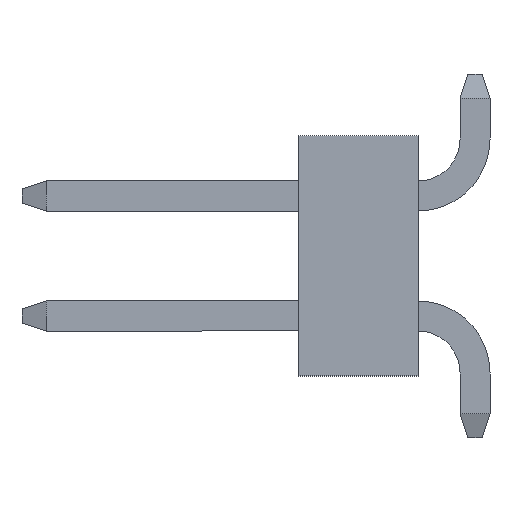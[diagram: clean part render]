
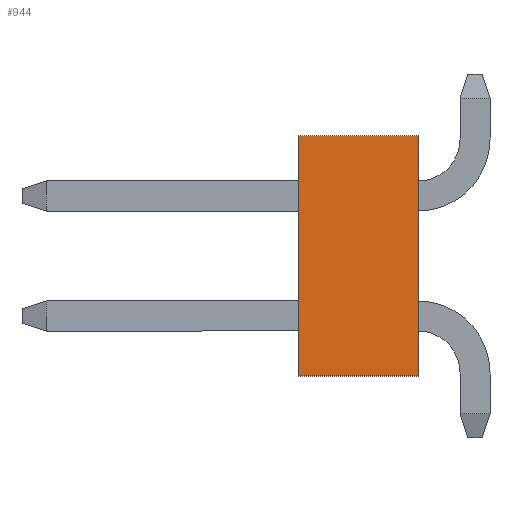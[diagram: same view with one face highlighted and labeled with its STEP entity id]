
A CAD part, left-side view. The second image highlights one B-rep face of the part: STEP entity #944.
In plain terms, the highlighted planar face has unit normal (-1, 0, 0).
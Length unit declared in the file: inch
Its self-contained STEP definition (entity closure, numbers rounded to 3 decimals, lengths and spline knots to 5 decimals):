
#96 = CARTESIAN_POINT ( 'NONE',  ( -0.15, 0.16, 0.1 ) ) ;
#104 = CARTESIAN_POINT ( 'NONE',  ( -0.15, 0.06, -0.1 ) ) ;
#153 = VECTOR ( 'NONE', #1283, 39.37008 ) ;
#180 = ORIENTED_EDGE ( 'NONE', *, *, #1448, .F. ) ;
#379 = FACE_OUTER_BOUND ( 'NONE', #7829, .T. ) ;
#514 = VERTEX_POINT ( 'NONE', #96 ) ;
#744 = CARTESIAN_POINT ( 'NONE',  ( -0.15, 0.06, 0.1 ) ) ;
#810 = VERTEX_POINT ( 'NONE', #104 ) ;
#944 = ADVANCED_FACE ( 'NONE', ( #379 ), #8641, .F. ) ;
#976 = DIRECTION ( 'NONE',  ( 0., 0., 1. ) ) ;
#1222 = AXIS2_PLACEMENT_3D ( 'NONE', #5843, #5197, #6541 ) ;
#1283 = DIRECTION ( 'NONE',  ( 0., -1., 0. ) ) ;
#1448 = EDGE_CURVE ( 'NONE', #3370, #514, #7426, .T. ) ;
#1713 = EDGE_CURVE ( 'NONE', #514, #3664, #2732, .T. ) ;
#1983 = CARTESIAN_POINT ( 'NONE',  ( -0.15, 0.06, 0.1 ) ) ;
#2178 = EDGE_CURVE ( 'NONE', #810, #3664, #8493, .T. ) ;
#2472 = VECTOR ( 'NONE', #6857, 39.37008 ) ;
#2621 = CARTESIAN_POINT ( 'NONE',  ( -0.15, 0.16, -0.1 ) ) ;
#2691 = ORIENTED_EDGE ( 'NONE', *, *, #1713, .F. ) ;
#2732 = LINE ( 'NONE', #8258, #153 ) ;
#2746 = VECTOR ( 'NONE', #6771, 39.37008 ) ;
#3253 = CARTESIAN_POINT ( 'NONE',  ( -0.15, 0.16, -0.1 ) ) ;
#3370 = VERTEX_POINT ( 'NONE', #2621 ) ;
#3664 = VERTEX_POINT ( 'NONE', #744 ) ;
#4905 = EDGE_CURVE ( 'NONE', #3370, #810, #7551, .T. ) ;
#4962 = ORIENTED_EDGE ( 'NONE', *, *, #4905, .T. ) ;
#5197 = DIRECTION ( 'NONE',  ( 1., 0., 0. ) ) ;
#5810 = CARTESIAN_POINT ( 'NONE',  ( -0.15, 0.16, 0.1 ) ) ;
#5843 = CARTESIAN_POINT ( 'NONE',  ( -0.15, 0.16, 0.1 ) ) ;
#6319 = VECTOR ( 'NONE', #976, 39.37008 ) ;
#6541 = DIRECTION ( 'NONE',  ( 0., 0., -1. ) ) ;
#6771 = DIRECTION ( 'NONE',  ( 0., -1., 0. ) ) ;
#6857 = DIRECTION ( 'NONE',  ( 0., 0., 1. ) ) ;
#7426 = LINE ( 'NONE', #5810, #6319 ) ;
#7551 = LINE ( 'NONE', #3253, #2746 ) ;
#7829 = EDGE_LOOP ( 'NONE', ( #7830, #2691, #180, #4962 ) ) ;
#7830 = ORIENTED_EDGE ( 'NONE', *, *, #2178, .T. ) ;
#8258 = CARTESIAN_POINT ( 'NONE',  ( -0.15, 0.16, 0.1 ) ) ;
#8493 = LINE ( 'NONE', #1983, #2472 ) ;
#8641 = PLANE ( 'NONE',  #1222 ) ;
